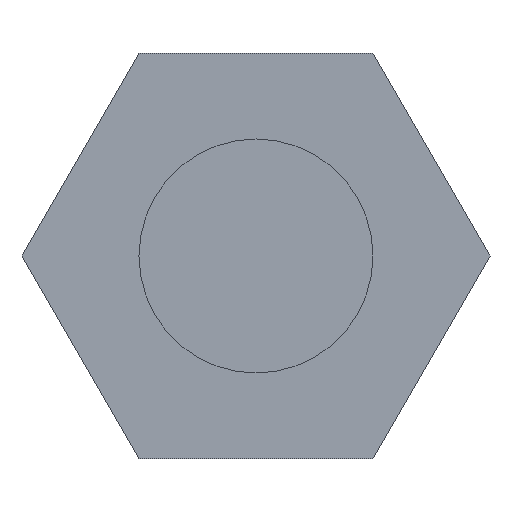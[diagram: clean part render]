
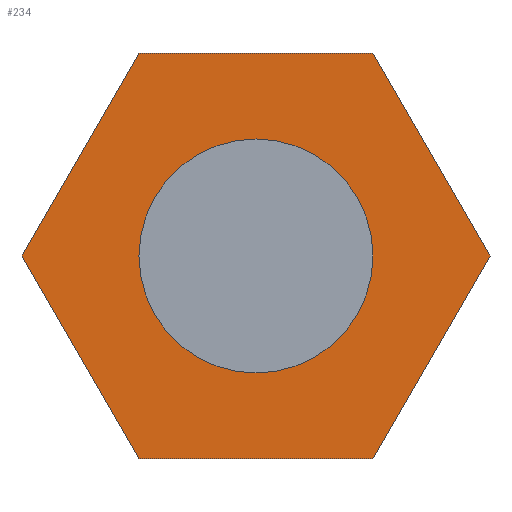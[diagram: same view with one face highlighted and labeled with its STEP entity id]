
A CAD part, front view. The second image highlights one B-rep face of the part: STEP entity #234.
In plain terms, the highlighted planar face has unit normal (0, -1, 0).
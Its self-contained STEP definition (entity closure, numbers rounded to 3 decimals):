
#57=CARTESIAN_POINT('POINT7',(-3.175,-5.08,
   -5.499));
#58=VERTEX_POINT('VERTEX7',#57);
#66=CARTESIAN_POINT('POINT8',(3.175,-5.08,
   -5.499));
#67=VERTEX_POINT('VERTEX8',#66);
#74=CARTESIAN_POINT('POS10',(-3.175,-5.08,
   -5.499));
#75=DIRECTION('DIR11',(1.,0.,0.));
#76=VECTOR('VEC9',#75,25.4);
#77=LINE('STRAIGHT9',#74,#76);
#78=EDGE_CURVE('EDGE9',#58,#67,#77,.T.);
#88=CARTESIAN_POINT('POINT9',(-6.35,-5.08,0.));
#89=VERTEX_POINT('VERTEX9',#88);
#98=CARTESIAN_POINT('POS13',(-6.35,-5.08,0.));
#99=DIRECTION('DIR15',(0.5,0.,-0.866));
#100=VECTOR('VEC11',#99,25.4);
#101=LINE('STRAIGHT11',#98,#100);
#102=EDGE_CURVE('EDGE11',#89,#58,#101,.T.);
#112=CARTESIAN_POINT('POINT10',(-3.175,-5.08,
   5.499));
#113=VERTEX_POINT('VERTEX10',#112);
#122=CARTESIAN_POINT('POS16',(-3.175,-5.08,
   5.499));
#123=DIRECTION('DIR19',(-0.5,0.,-0.866));
#124=VECTOR('VEC13',#123,25.4);
#125=LINE('STRAIGHT13',#122,#124);
#126=EDGE_CURVE('EDGE13',#113,#89,#125,.T.);
#136=CARTESIAN_POINT('POINT11',(3.175,-5.08,
   5.499));
#137=VERTEX_POINT('VERTEX11',#136);
#146=CARTESIAN_POINT('POS19',(3.175,-5.08,
   5.499));
#147=DIRECTION('DIR23',(-1.,0.,0.));
#148=VECTOR('VEC15',#147,25.4);
#149=LINE('STRAIGHT15',#146,#148);
#150=EDGE_CURVE('EDGE15',#137,#113,#149,.T.);
#160=CARTESIAN_POINT('POINT12',(6.35,-5.08,0.));
#161=VERTEX_POINT('VERTEX12',#160);
#170=CARTESIAN_POINT('POS22',(6.35,-5.08,0.));
#171=DIRECTION('DIR27',(-0.5,0.,0.866));
#172=VECTOR('VEC17',#171,25.4);
#173=LINE('STRAIGHT17',#170,#172);
#174=EDGE_CURVE('EDGE17',#161,#137,#173,.T.);
#187=CARTESIAN_POINT('POS24',(3.175,-5.08,
   -5.499));
#188=DIRECTION('DIR30',(0.5,0.,0.866));
#189=VECTOR('VEC18',#188,25.4);
#190=LINE('STRAIGHT18',#187,#189);
#191=EDGE_CURVE('EDGE18',#67,#161,#190,.T.);
#201=CARTESIAN_POINT('POINT13',(3.175,-5.08,0.));
#202=VERTEX_POINT('VERTEX13',#201);
#203=CARTESIAN_POINT('POINT14',(-3.175,-5.08,0.));
#204=VERTEX_POINT('VERTEX14',#203);
#205=CARTESIAN_POINT('POS26',(0.,-5.08,0.));
#206=DIRECTION('DIR33',(0.,1.,0.));
#207=DIRECTION('DIR34',(1.,0.,0.));
#208=AXIS2_PLACEMENT_3D('AXIS8',#205,#206,#207);
#209=CIRCLE('ELLIPSE1',#208,3.175);
#210=EDGE_CURVE('EDGE19',#202,#204,#209,.T.);
#211=ORIENTED_EDGE('COEDGE31',*,*,#210,.T.);
#212=CARTESIAN_POINT('POS27',(0.,-5.08,0.));
#213=DIRECTION('DIR35',(0.,-1.,0.));
#214=DIRECTION('DIR36',(1.,0.,0.));
#215=AXIS2_PLACEMENT_3D('AXIS9',#212,#213,#214);
#216=CIRCLE('ELLIPSE2',#215,3.175);
#217=EDGE_CURVE('EDGE20',#202,#204,#216,.T.);
#218=ORIENTED_EDGE('COEDGE32',*,*,#217,.F.);
#219=EDGE_LOOP('NONE',(#211,#218));
#220=FACE_BOUND('LOOP1',#219,.T.);
#221=ORIENTED_EDGE('COEDGE33',*,*,#191,.T.);
#222=ORIENTED_EDGE('COEDGE34',*,*,#174,.T.);
#223=ORIENTED_EDGE('COEDGE35',*,*,#150,.T.);
#224=ORIENTED_EDGE('COEDGE36',*,*,#126,.T.);
#225=ORIENTED_EDGE('COEDGE37',*,*,#102,.T.);
#226=ORIENTED_EDGE('COEDGE38',*,*,#78,.T.);
#227=EDGE_LOOP('NONE',(#221,#222,#223,#224,#225,#226));
#228=FACE_BOUND('LOOP1',#227,.T.);
#229=CARTESIAN_POINT('POS28',(0.,-5.08,0.));
#230=DIRECTION('DIR37',(0.,1.,0.));
#231=DIRECTION('DIR38',(1.,0.,0.));
#232=AXIS2_PLACEMENT_3D('AXIS10',#229,#230,#231);
#233=PLANE('PLANE8',#232);
#234=ADVANCED_FACE('FACE8',(#220,#228),#233,.F.);
